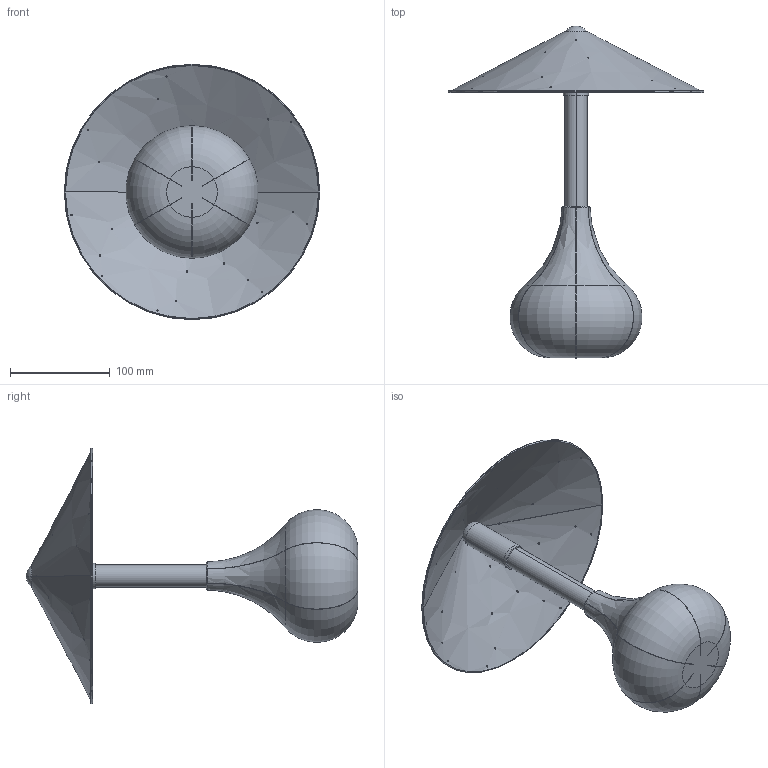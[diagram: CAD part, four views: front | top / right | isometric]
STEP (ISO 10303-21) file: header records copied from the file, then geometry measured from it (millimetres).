
FILE_DESCRIPTION (( 'STEP AP214' ), '1' );
FILE_NAME ('Piccola.STEP', '2018-04-02T21:43:21', ( '' ), ( '' ), 'SwSTEP 2.0', 'SolidWorks 2017', '' );
FILE_SCHEMA (( 'AUTOMOTIVE_DESIGN' ));
Length unit declared in the file: inch
Products named in the file (1): Piccola
Bounding box: 256.49 x 333.38 x 256.49 mm (x, y, z)
Volume: 236869.9 mm3; surface area: 246275.9 mm2
Topology: 5 solids, 5 shells, 143 faces, 406 edges, 264 vertices
Faces by surface type: cylinder 64, torus 38, plane 31, cone 6, sphere 4
Entity records: 7882 total; most frequent: CARTESIAN_POINT 4284, ORIENTED_EDGE 796, DIRECTION 598, EDGE_CURVE 398, VERTEX_POINT 260, AXIS2_PLACEMENT_3D 232, EDGE_LOOP 196, B_SPLINE_CURVE_WITH_KNOTS 176
